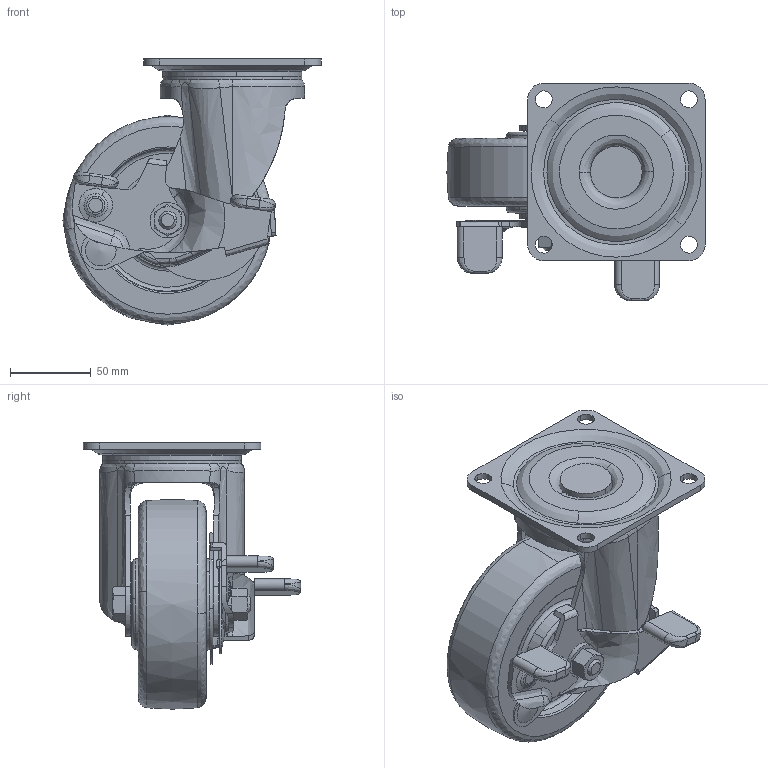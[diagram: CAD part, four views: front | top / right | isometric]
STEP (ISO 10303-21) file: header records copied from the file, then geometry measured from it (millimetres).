
FILE_DESCRIPTION((''),'2;1');
FILE_NAME('','2009-03-19T14:33:42',(''),(''),'','CADfix','');
FILE_SCHEMA(('AUTOMOTIVE_DESIGN { 1 0 10303 214 1 1 1 1 }'));
Length unit declared in the file: millimetre
Bounding box: 160 x 134.6 x 165 mm (x, y, z)
Volume: 740082 mm3; surface area: 159260 mm2
Topology: 7 solids, 7 shells, 451 faces, 1309 edges, 892 vertices
Faces by surface type: bspline 451
Entity records: 22364 total; most frequent: CARTESIAN_POINT 15175, ORIENTED_EDGE 2612, EDGE_CURVE 1306, VERTEX_POINT 892, EDGE_LOOP 496, FACE_OUTER_BOUND 451, ADVANCED_FACE 451, QUASI_UNIFORM_CURVE 435
